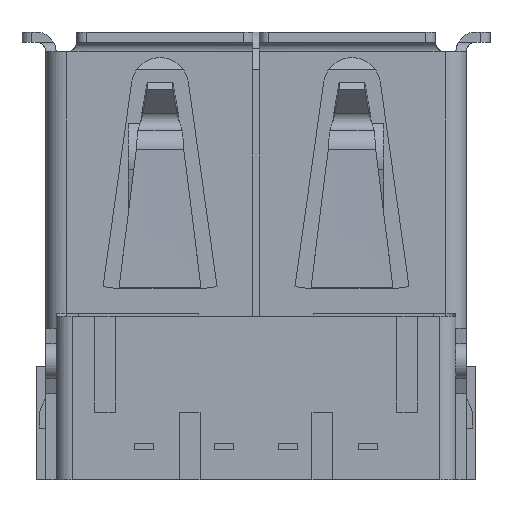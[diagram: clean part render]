
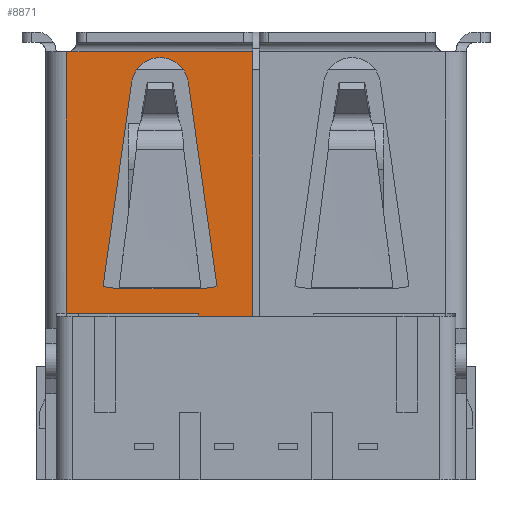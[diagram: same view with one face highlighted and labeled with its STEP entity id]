
A CAD part, front view. The second image highlights one B-rep face of the part: STEP entity #8871.
In plain terms, the highlighted planar face has unit normal (0, -1, 0).
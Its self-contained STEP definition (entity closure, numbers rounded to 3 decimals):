
#1448=DIRECTION('',(0.99,0.,0.139));
#1449=VECTOR('',#1448,0.5);
#1450=CARTESIAN_POINT('',(-1.713,-2.878,
-8.027));
#1451=LINE('',#1450,#1449);
#1452=DIRECTION('',(-0.139,0.,0.99));
#1453=VECTOR('',#1452,6.453);
#1454=CARTESIAN_POINT('',(-1.218,-2.878,-7.958));
#1455=LINE('',#1454,#1453);
#1456=CARTESIAN_POINT('',(-3.,-2.878,-1.691));
#1457=DIRECTION('',(0.,-1.,0.));
#1458=DIRECTION('',(0.99,0.,0.139));
#1459=AXIS2_PLACEMENT_3D('',#1456,#1457,#1458);
#1461=DIRECTION('',(-0.139,0.,-0.99));
#1462=VECTOR('',#1461,6.453);
#1463=CARTESIAN_POINT('',(-3.887,-2.878,-1.567));
#1464=LINE('',#1463,#1462);
#1465=DIRECTION('',(0.99,0.,-0.139));
#1466=VECTOR('',#1465,0.5);
#1467=CARTESIAN_POINT('',(-4.782,-2.878,-7.958));
#1468=LINE('',#1467,#1466);
#1469=DIRECTION('',(1.,0.,0.));
#1470=VECTOR('',#1469,2.574);
#1471=CARTESIAN_POINT('',(-4.287,-2.878,
-8.027));
#1472=LINE('',#1471,#1470);
#1498=DIRECTION('',(1.,0.,0.));
#1499=VECTOR('',#1498,1.7);
#1500=CARTESIAN_POINT('',(-1.8,-2.878,-8.88));
#1501=LINE('',#1500,#1499);
#1502=DIRECTION('',(0.,0.,-1.));
#1503=VECTOR('',#1502,0.09);
#1504=CARTESIAN_POINT('',(-1.8,-2.878,-8.79));
#1505=LINE('',#1504,#1503);
#1506=DIRECTION('',(1.,0.,0.));
#1507=VECTOR('',#1506,4.13);
#1508=CARTESIAN_POINT('',(-5.93,-2.878,-8.79));
#1509=LINE('',#1508,#1507);
#1510=DIRECTION('',(1.,0.,0.));
#1511=VECTOR('',#1510,0.02);
#1512=CARTESIAN_POINT('',(-5.93,-2.878,-0.62));
#1513=LINE('',#1512,#1511);
#1514=DIRECTION('',(0.,0.,-1.));
#1515=VECTOR('',#1514,8.26);
#1516=CARTESIAN_POINT('',(-0.1,-2.878,-0.62));
#1517=LINE('',#1516,#1515);
#2130=DIRECTION('',(-1.,0.,0.));
#2131=VECTOR('',#2130,5.81);
#2132=CARTESIAN_POINT('',(-0.1,-2.878,-0.62));
#2133=LINE('',#2132,#2131);
#2932=DIRECTION('',(0.,0.,1.));
#2933=VECTOR('',#2932,8.17);
#2934=CARTESIAN_POINT('',(-5.93,-2.878,-8.79));
#2935=LINE('',#2934,#2933);
#5796=CARTESIAN_POINT('',(-5.93,-2.878,-8.79));
#5797=CARTESIAN_POINT('',(-1.8,-2.878,-8.79));
#5798=VERTEX_POINT('',#5796);
#5799=VERTEX_POINT('',#5797);
#5845=CARTESIAN_POINT('',(-5.93,-2.878,-0.62));
#5847=VERTEX_POINT('',#5845);
#5905=CARTESIAN_POINT('',(-0.1,-2.878,-0.62));
#5907=VERTEX_POINT('',#5905);
#5961=CARTESIAN_POINT('',(-5.91,-2.878,
-0.62));
#5963=VERTEX_POINT('',#5961);
#6220=CARTESIAN_POINT('',(-2.113,-2.878,-1.567));
#6221=CARTESIAN_POINT('',(-3.887,-2.878,-1.567));
#6222=VERTEX_POINT('',#6220);
#6223=VERTEX_POINT('',#6221);
#6224=CARTESIAN_POINT('',(-4.782,-2.878,-7.958));
#6225=VERTEX_POINT('',#6224);
#6226=CARTESIAN_POINT('',(-1.218,-2.878,-7.958));
#6227=VERTEX_POINT('',#6226);
#6292=CARTESIAN_POINT('',(-4.287,-2.878,
-8.027));
#6293=CARTESIAN_POINT('',(-1.713,-2.878,
-8.027));
#6294=VERTEX_POINT('',#6292);
#6295=VERTEX_POINT('',#6293);
#6544=CARTESIAN_POINT('',(-1.8,-2.878,-8.88));
#6545=CARTESIAN_POINT('',(-0.1,-2.878,-8.88));
#6546=VERTEX_POINT('',#6544);
#6547=VERTEX_POINT('',#6545);
#8837=CARTESIAN_POINT('',(-6.568,-2.878,-0.62));
#8838=DIRECTION('',(0.,-1.,0.));
#8839=DIRECTION('',(0.,0.,-1.));
#8840=AXIS2_PLACEMENT_3D('',#8837,#8838,#8839);
#8841=PLANE('',#8840);
#8842=ORIENTED_EDGE('',*,*,#8574,.F.);
#8844=ORIENTED_EDGE('',*,*,#8843,.F.);
#8846=ORIENTED_EDGE('',*,*,#8845,.F.);
#8848=ORIENTED_EDGE('',*,*,#8847,.T.);
#8850=ORIENTED_EDGE('',*,*,#8849,.T.);
#8852=ORIENTED_EDGE('',*,*,#8851,.F.);
#8854=ORIENTED_EDGE('',*,*,#8853,.T.);
#8855=EDGE_LOOP('',(#8842,#8844,#8846,#8848,#8850,#8852,#8854));
#8856=FACE_OUTER_BOUND('',#8855,.F.);
#8858=ORIENTED_EDGE('',*,*,#8857,.T.);
#8860=ORIENTED_EDGE('',*,*,#8859,.T.);
#8862=ORIENTED_EDGE('',*,*,#8861,.T.);
#8864=ORIENTED_EDGE('',*,*,#8863,.T.);
#8866=ORIENTED_EDGE('',*,*,#8865,.T.);
#8868=ORIENTED_EDGE('',*,*,#8867,.T.);
#8869=EDGE_LOOP('',(#8858,#8860,#8862,#8864,#8866,#8868));
#8870=FACE_BOUND('',#8869,.F.);
#8871=ADVANCED_FACE('',(#8856,#8870),#8841,.T.);
#1460=CIRCLE('',#1459,0.896);
#8574=EDGE_CURVE('',#6546,#6547,#1501,.T.);
#8843=EDGE_CURVE('',#5799,#6546,#1505,.T.);
#8845=EDGE_CURVE('',#5798,#5799,#1509,.T.);
#8847=EDGE_CURVE('',#5798,#5847,#2935,.T.);
#8849=EDGE_CURVE('',#5847,#5963,#1513,.T.);
#8851=EDGE_CURVE('',#5907,#5963,#2133,.T.);
#8853=EDGE_CURVE('',#5907,#6547,#1517,.T.);
#8857=EDGE_CURVE('',#6295,#6227,#1451,.T.);
#8859=EDGE_CURVE('',#6227,#6222,#1455,.T.);
#8861=EDGE_CURVE('',#6222,#6223,#1460,.T.);
#8863=EDGE_CURVE('',#6223,#6225,#1464,.T.);
#8865=EDGE_CURVE('',#6225,#6294,#1468,.T.);
#8867=EDGE_CURVE('',#6294,#6295,#1472,.T.);
